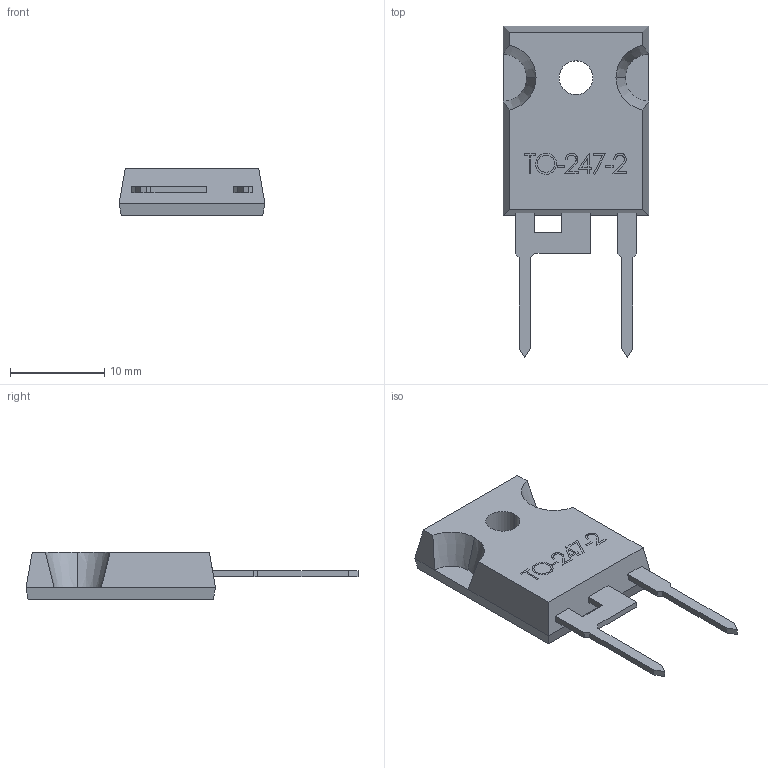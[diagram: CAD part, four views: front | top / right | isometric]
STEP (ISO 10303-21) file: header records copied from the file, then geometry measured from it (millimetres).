
FILE_DESCRIPTION (( 'STEP AP214' ), '1' );
FILE_NAME ('TO-247-2.STEP', '2023-06-28T14:17:14', ( '' ), ( '' ), 'SwSTEP 2.0', 'SolidWorks 2021', '' );
FILE_SCHEMA (( 'AUTOMOTIVE_DESIGN' ));
Length unit declared in the file: millimetre
Products named in the file (1): TO-247-2
Bounding box: 15.5 x 35.3 x 5 mm (x, y, z)
Volume: 1364.7 mm3; surface area: 1133.1 mm2
Topology: 1 solids, 1 shells, 128 faces, 334 edges, 220 vertices
Faces by surface type: plane 100, bspline 20, cylinder 4, cone 4
Entity records: 6325 total; most frequent: CARTESIAN_POINT 2219, ORIENTED_EDGE 668, DIRECTION 524, EDGE_CURVE 334, VECTOR 274, LINE 274, VERTEX_POINT 220, EDGE_LOOP 144
